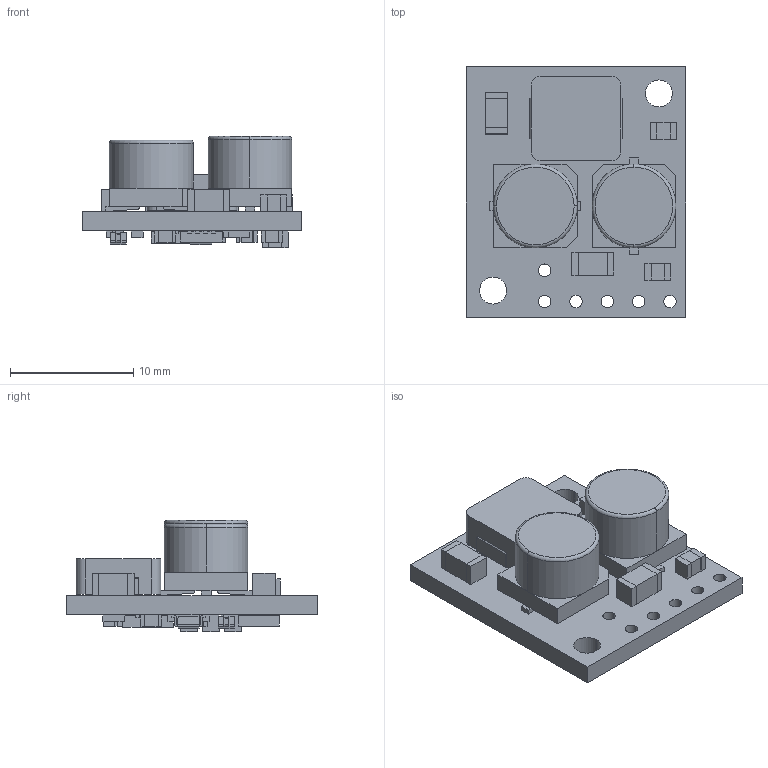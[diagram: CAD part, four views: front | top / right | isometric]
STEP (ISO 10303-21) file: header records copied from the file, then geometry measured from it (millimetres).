
FILE_DESCRIPTION (( 'STEP AP214' ), '1' );
FILE_NAME ('step-down-voltage-regulator-d30v30fx.step', '2023-10-20T19:12:43', ( '' ), ( '' ), 'SwSTEP 2.0', 'SolidWorks 2023', '' );
FILE_SCHEMA (( 'AUTOMOTIVE_DESIGN' ));
Length unit declared in the file: millimetre
Products named in the file (1): step-down-voltage-regulator-d30v30fx
Bounding box: 17.78 x 20.32 x 9.02 mm (x, y, z)
Volume: 1217.9 mm3; surface area: 1961.2 mm2
Topology: 80 solids, 80 shells, 1285 faces, 3180 edges, 2096 vertices
Faces by surface type: plane 980, bspline 195, cylinder 106, torus 4
Entity records: 59553 total; most frequent: CARTESIAN_POINT 15213, ORIENTED_EDGE 6360, DIRECTION 5196, EDGE_CURVE 3180, LINE 2566, VECTOR 2566, VERTEX_POINT 2096, UNCERTAINTY_MEASURE_WITH_UNIT 1366
